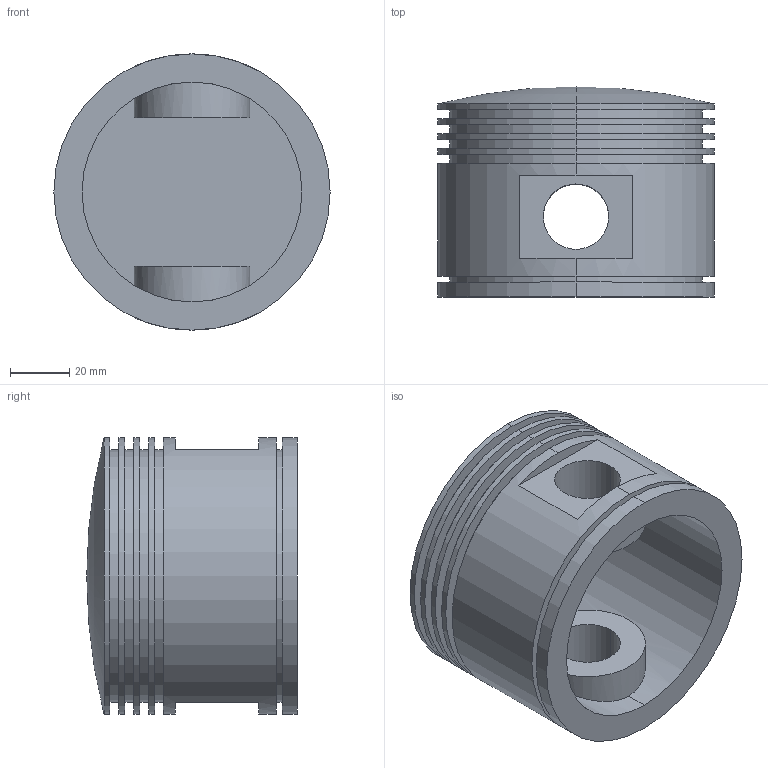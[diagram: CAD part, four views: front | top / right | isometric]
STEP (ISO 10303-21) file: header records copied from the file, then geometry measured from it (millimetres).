
FILE_DESCRIPTION (( 'STEP AP214' ), '1' );
FILE_NAME ('Piston.step', '2023-06-15T00:13:37', ( '' ), ( '' ), 'SwSTEP 2.0', 'SolidWorks 2022', '' );
FILE_SCHEMA (( 'AUTOMOTIVE_DESIGN' ));
Length unit declared in the file: millimetre
Products named in the file (1): Piston
Bounding box: 93 x 70.81 x 93 mm (x, y, z)
Volume: 185558.2 mm3; surface area: 61351.1 mm2
Topology: 1 solids, 1 shells, 54 faces, 124 edges, 81 vertices
Faces by surface type: cylinder 32, plane 20, torus 2
Entity records: 1790 total; most frequent: CARTESIAN_POINT 474, DIRECTION 294, ORIENTED_EDGE 244, AXIS2_PLACEMENT_3D 125, EDGE_CURVE 122, VERTEX_POINT 81, CIRCLE 70, EDGE_LOOP 69
